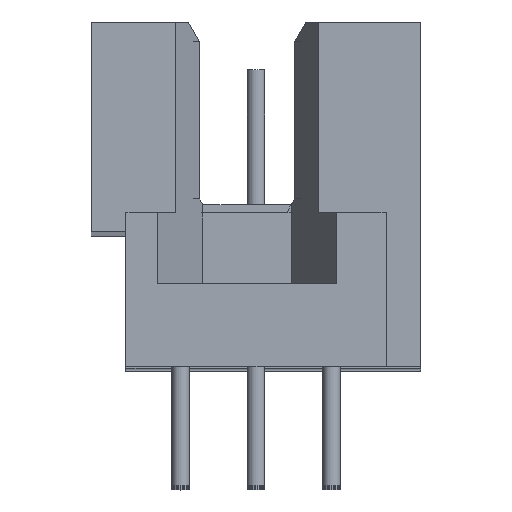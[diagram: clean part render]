
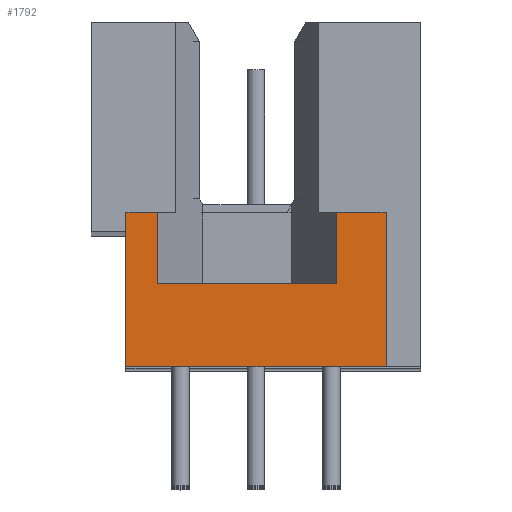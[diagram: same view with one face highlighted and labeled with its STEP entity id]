
A CAD part, top view. The second image highlights one B-rep face of the part: STEP entity #1792.
In plain terms, the highlighted planar face has unit normal (0, 0, 1).
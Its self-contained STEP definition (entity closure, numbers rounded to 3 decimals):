
#592=LINE('',#10264,#778);
#597=LINE('',#10275,#783);
#600=LINE('',#10281,#786);
#604=LINE('',#10287,#790);
#606=LINE('',#10291,#792);
#607=LINE('',#10293,#793);
#608=LINE('',#10295,#794);
#609=LINE('',#10297,#795);
#778=VECTOR('',#8732,1.);
#783=VECTOR('',#8739,1.);
#786=VECTOR('',#8744,1.);
#790=VECTOR('',#8752,1.);
#792=VECTOR('',#8756,1.);
#793=VECTOR('',#8757,1.);
#794=VECTOR('',#8758,1.);
#795=VECTOR('',#8759,1.);
#1083=PLANE('',#6964);
#1340=FACE_OUTER_BOUND('',#3296,.T.);
#1792=ADVANCED_FACE('',(#1340),#1083,.T.);
#3296=EDGE_LOOP('',(#4316,#4317,#4318,#4319,#4320,#4321,#4322,#4323));
#4316=ORIENTED_EDGE('',*,*,#5622,.T.);
#4317=ORIENTED_EDGE('',*,*,#5623,.T.);
#4318=ORIENTED_EDGE('',*,*,#5624,.T.);
#4319=ORIENTED_EDGE('',*,*,#5625,.F.);
#4320=ORIENTED_EDGE('',*,*,#5620,.F.);
#4321=ORIENTED_EDGE('',*,*,#5608,.T.);
#4322=ORIENTED_EDGE('',*,*,#5616,.T.);
#4323=ORIENTED_EDGE('',*,*,#5613,.T.);
#5063=VERTEX_POINT('',#10262);
#5065=VERTEX_POINT('',#10265);
#5069=VERTEX_POINT('',#10274);
#5070=VERTEX_POINT('',#10276);
#5072=VERTEX_POINT('',#10288);
#5073=VERTEX_POINT('',#10292);
#5074=VERTEX_POINT('',#10294);
#5075=VERTEX_POINT('',#10296);
#5608=EDGE_CURVE('',#5065,#5063,#592,.T.);
#5613=EDGE_CURVE('',#5070,#5069,#597,.T.);
#5616=EDGE_CURVE('',#5063,#5070,#600,.T.);
#5620=EDGE_CURVE('',#5065,#5072,#604,.T.);
#5622=EDGE_CURVE('',#5069,#5073,#606,.T.);
#5623=EDGE_CURVE('',#5073,#5074,#607,.T.);
#5624=EDGE_CURVE('',#5074,#5075,#608,.T.);
#5625=EDGE_CURVE('',#5072,#5075,#609,.T.);
#6964=AXIS2_PLACEMENT_3D('',#10298,#8760,#8761);
#8732=DIRECTION('',(0.,1.,0.));
#8739=DIRECTION('',(0.,-1.,0.));
#8744=DIRECTION('',(-1.,0.,0.));
#8752=DIRECTION('',(-1.,0.,0.));
#8756=DIRECTION('',(-1.,0.,0.));
#8757=DIRECTION('',(0.,1.,0.));
#8758=DIRECTION('',(-1.,0.,0.));
#8759=DIRECTION('',(0.,1.,0.));
#8760=DIRECTION('',(0.,0.,1.));
#8761=DIRECTION('',(1.,0.,0.));
#10262=CARTESIAN_POINT('',(-1.175,5.2,95.));
#10264=CARTESIAN_POINT('',(-1.175,0.,95.));
#10265=CARTESIAN_POINT('',(-1.175,0.,95.));
#10274=CARTESIAN_POINT('',(-2.835,2.8,95.));
#10275=CARTESIAN_POINT('',(-2.835,5.2,95.));
#10276=CARTESIAN_POINT('',(-2.835,5.2,95.));
#10281=CARTESIAN_POINT('',(-1.175,5.2,95.));
#10287=CARTESIAN_POINT('',(-1.175,0.,95.));
#10288=CARTESIAN_POINT('',(-9.925,0.,95.));
#10291=CARTESIAN_POINT('',(-2.835,2.8,95.));
#10292=CARTESIAN_POINT('',(-8.865,2.8,95.));
#10293=CARTESIAN_POINT('',(-8.865,2.8,95.));
#10294=CARTESIAN_POINT('',(-8.865,5.2,95.));
#10295=CARTESIAN_POINT('',(-8.865,5.2,95.));
#10296=CARTESIAN_POINT('',(-9.925,5.2,95.));
#10297=CARTESIAN_POINT('',(-9.925,0.,95.));
#10298=CARTESIAN_POINT('',(-11.655,-0.58,95.));
